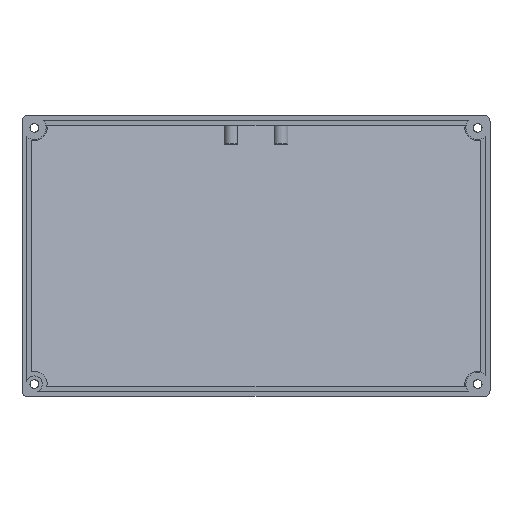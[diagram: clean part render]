
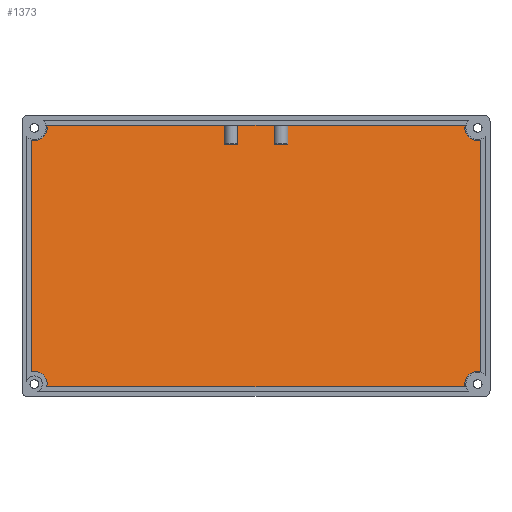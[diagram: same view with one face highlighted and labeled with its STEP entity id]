
A CAD part, top view. The second image highlights one B-rep face of the part: STEP entity #1373.
In plain terms, the highlighted planar face has unit normal (0, 0.174, 0.985).
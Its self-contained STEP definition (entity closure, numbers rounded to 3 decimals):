
#23=ELLIPSE('',#1434,6.346,6.25);
#34=ELLIPSE('',#1459,6.346,6.25);
#45=ELLIPSE('',#1510,6.346,6.25);
#46=ELLIPSE('',#1512,6.346,6.25);
#47=ELLIPSE('',#1513,6.905,6.8);
#48=ELLIPSE('',#1514,6.905,6.8);
#49=ELLIPSE('',#1515,6.346,6.25);
#50=ELLIPSE('',#1516,6.346,6.25);
#101=PLANE('',#1511);
#167=FACE_OUTER_BOUND('',#260,.T.);
#260=EDGE_LOOP('',(#1119,#1120,#1121,#1122,#1123,#1124,#1125,#1126,#1127,
#1128,#1129,#1130,#1131,#1132,#1133,#1134));
#362=LINE('',#2233,#478);
#370=LINE('',#2269,#486);
#371=LINE('',#2271,#487);
#372=LINE('',#2275,#488);
#373=LINE('',#2279,#489);
#374=LINE('',#2283,#490);
#375=LINE('',#2287,#491);
#376=LINE('',#2288,#492);
#478=VECTOR('',#1812,10.);
#486=VECTOR('',#1850,10.);
#487=VECTOR('',#1851,10.);
#488=VECTOR('',#1854,10.);
#489=VECTOR('',#1857,10.);
#490=VECTOR('',#1860,10.);
#491=VECTOR('',#1863,10.);
#492=VECTOR('',#1864,10.);
#596=VERTEX_POINT('',#2040);
#597=VERTEX_POINT('',#2042);
#620=VERTEX_POINT('',#2099);
#621=VERTEX_POINT('',#2101);
#665=VERTEX_POINT('',#2228);
#666=VERTEX_POINT('',#2231);
#673=VERTEX_POINT('',#2268);
#674=VERTEX_POINT('',#2270);
#675=VERTEX_POINT('',#2272);
#676=VERTEX_POINT('',#2274);
#677=VERTEX_POINT('',#2276);
#678=VERTEX_POINT('',#2278);
#679=VERTEX_POINT('',#2280);
#680=VERTEX_POINT('',#2282);
#681=VERTEX_POINT('',#2284);
#682=VERTEX_POINT('',#2286);
#731=EDGE_CURVE('',#596,#597,#23,.T.);
#758=EDGE_CURVE('',#620,#621,#34,.T.);
#826=EDGE_CURVE('',#666,#665,#362,.T.);
#840=EDGE_CURVE('',#666,#597,#45,.T.);
#841=EDGE_CURVE('',#673,#596,#370,.T.);
#842=EDGE_CURVE('',#674,#673,#371,.T.);
#843=EDGE_CURVE('',#674,#675,#46,.T.);
#844=EDGE_CURVE('',#676,#675,#372,.T.);
#845=EDGE_CURVE('',#677,#676,#47,.T.);
#846=EDGE_CURVE('',#678,#677,#373,.T.);
#847=EDGE_CURVE('',#679,#678,#48,.T.);
#848=EDGE_CURVE('',#680,#679,#374,.T.);
#849=EDGE_CURVE('',#680,#681,#49,.T.);
#850=EDGE_CURVE('',#682,#681,#375,.T.);
#851=EDGE_CURVE('',#621,#682,#376,.T.);
#852=EDGE_CURVE('',#620,#665,#50,.T.);
#1119=ORIENTED_EDGE('',*,*,#826,.F.);
#1120=ORIENTED_EDGE('',*,*,#840,.T.);
#1121=ORIENTED_EDGE('',*,*,#731,.F.);
#1122=ORIENTED_EDGE('',*,*,#841,.F.);
#1123=ORIENTED_EDGE('',*,*,#842,.F.);
#1124=ORIENTED_EDGE('',*,*,#843,.T.);
#1125=ORIENTED_EDGE('',*,*,#844,.F.);
#1126=ORIENTED_EDGE('',*,*,#845,.F.);
#1127=ORIENTED_EDGE('',*,*,#846,.F.);
#1128=ORIENTED_EDGE('',*,*,#847,.F.);
#1129=ORIENTED_EDGE('',*,*,#848,.F.);
#1130=ORIENTED_EDGE('',*,*,#849,.T.);
#1131=ORIENTED_EDGE('',*,*,#850,.F.);
#1132=ORIENTED_EDGE('',*,*,#851,.F.);
#1133=ORIENTED_EDGE('',*,*,#758,.F.);
#1134=ORIENTED_EDGE('',*,*,#852,.T.);
#1373=ADVANCED_FACE('',(#167),#101,.F.);
#1434=AXIS2_PLACEMENT_3D('',#2043,#1628,#1629);
#1459=AXIS2_PLACEMENT_3D('',#2102,#1688,#1689);
#1510=AXIS2_PLACEMENT_3D('',#2266,#1846,#1847);
#1511=AXIS2_PLACEMENT_3D('',#2267,#1848,#1849);
#1512=AXIS2_PLACEMENT_3D('',#2273,#1852,#1853);
#1513=AXIS2_PLACEMENT_3D('',#2277,#1855,#1856);
#1514=AXIS2_PLACEMENT_3D('',#2281,#1858,#1859);
#1515=AXIS2_PLACEMENT_3D('',#2285,#1861,#1862);
#1516=AXIS2_PLACEMENT_3D('',#2289,#1865,#1866);
#1628=DIRECTION('center_axis',(0.,0.174,0.985));
#1629=DIRECTION('ref_axis',(0.,-0.985,0.174));
#1688=DIRECTION('center_axis',(0.,0.174,0.985));
#1689=DIRECTION('ref_axis',(0.,-0.985,0.174));
#1812=DIRECTION('',(1.,0.,0.));
#1846=DIRECTION('center_axis',(0.,-0.174,-0.985));
#1847=DIRECTION('ref_axis',(0.,-0.985,0.174));
#1848=DIRECTION('center_axis',(0.,-0.174,
-0.985));
#1849=DIRECTION('ref_axis',(1.,0.,0.));
#1850=DIRECTION('',(0.,0.985,-0.174));
#1851=DIRECTION('',(-1.,0.,0.));
#1852=DIRECTION('center_axis',(0.,-0.174,-0.985));
#1853=DIRECTION('ref_axis',(0.,-0.985,0.174));
#1854=DIRECTION('',(-1.,0.,0.));
#1855=DIRECTION('center_axis',(0.,0.174,0.985));
#1856=DIRECTION('ref_axis',(0.,-0.985,0.174));
#1857=DIRECTION('',(-1.,0.,0.));
#1858=DIRECTION('center_axis',(0.,0.174,0.985));
#1859=DIRECTION('ref_axis',(0.,0.985,-0.174));
#1860=DIRECTION('',(-1.,0.,0.));
#1861=DIRECTION('center_axis',(0.,-0.174,-0.985));
#1862=DIRECTION('ref_axis',(0.,-0.985,0.174));
#1863=DIRECTION('',(-1.,0.,0.));
#1864=DIRECTION('',(0.,-0.985,0.174));
#1865=DIRECTION('center_axis',(0.,-0.174,-0.985));
#1866=DIRECTION('ref_axis',(0.,-0.985,0.174));
#2040=CARTESIAN_POINT('',(26.5,-40.302,-35.479));
#2042=CARTESIAN_POINT('',(36.746,-35.283,-36.364));
#2043=CARTESIAN_POINT('Origin',(30.5,-35.5,-36.326));
#2099=CARTESIAN_POINT('',(258.754,-35.283,-36.364));
#2101=CARTESIAN_POINT('',(269.,-40.302,-35.479));
#2102=CARTESIAN_POINT('Origin',(265.,-35.5,-36.326));
#2228=CARTESIAN_POINT('',(259.867,-31.5,-37.031));
#2231=CARTESIAN_POINT('',(35.633,-31.5,-37.031));
#2233=CARTESIAN_POINT('',(205.586,-31.5,-37.031));
#2266=CARTESIAN_POINT('Origin',(30.5,-35.066,-36.402));
#2267=CARTESIAN_POINT('Origin',(147.75,-102.816,-24.456));
#2268=CARTESIAN_POINT('',(26.5,-165.29,-13.44));
#2269=CARTESIAN_POINT('',(26.5,-72.735,-29.76));
#2270=CARTESIAN_POINT('',(27.149,-165.29,-13.44));
#2271=CARTESIAN_POINT('',(147.75,-165.29,-13.44));
#2272=CARTESIAN_POINT('',(33.851,-165.29,-13.44));
#2273=CARTESIAN_POINT('Origin',(30.5,-170.566,-12.51));
#2274=CARTESIAN_POINT('',(34.193,-165.29,-13.44));
#2275=CARTESIAN_POINT('',(147.75,-165.29,-13.44));
#2276=CARTESIAN_POINT('',(37.132,-172.5,-12.169));
#2277=CARTESIAN_POINT('Origin',(30.5,-171.,-12.433));
#2278=CARTESIAN_POINT('',(258.368,-172.5,-12.169));
#2279=CARTESIAN_POINT('',(203.059,-172.5,-12.169));
#2280=CARTESIAN_POINT('',(261.307,-165.29,-13.44));
#2281=CARTESIAN_POINT('Origin',(265.,-171.,-12.433));
#2282=CARTESIAN_POINT('',(261.649,-165.29,-13.44));
#2283=CARTESIAN_POINT('',(147.75,-165.29,-13.44));
#2284=CARTESIAN_POINT('',(268.351,-165.29,-13.44));
#2285=CARTESIAN_POINT('Origin',(265.,-170.566,-12.51));
#2286=CARTESIAN_POINT('',(269.,-165.29,-13.44));
#2287=CARTESIAN_POINT('',(147.75,-165.29,-13.44));
#2288=CARTESIAN_POINT('',(269.,-136.912,-18.444));
#2289=CARTESIAN_POINT('Origin',(265.,-35.066,-36.402));
